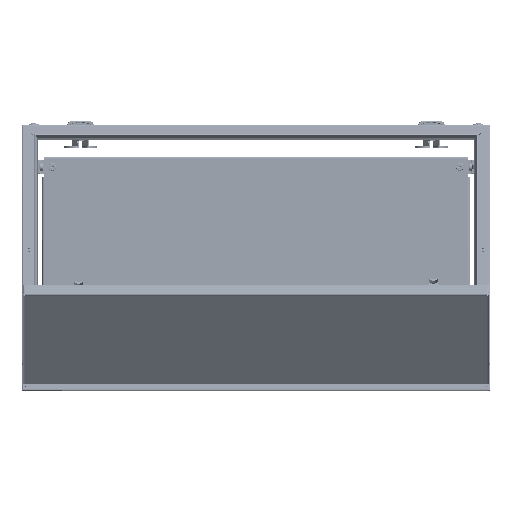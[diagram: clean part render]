
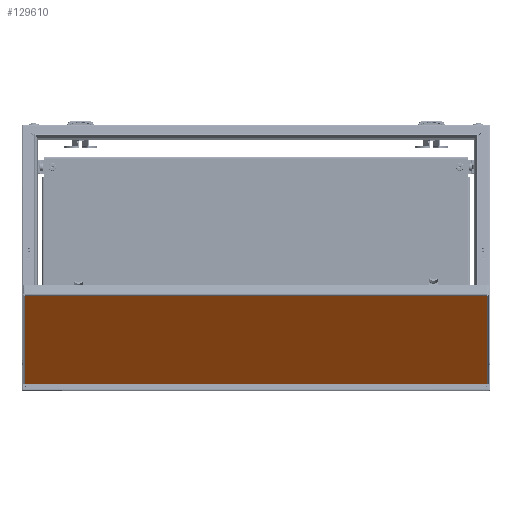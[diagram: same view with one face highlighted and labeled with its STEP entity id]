
A CAD part, front view. The second image highlights one B-rep face of the part: STEP entity #129610.
In plain terms, the highlighted face is planar.
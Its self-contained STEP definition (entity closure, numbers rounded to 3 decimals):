
#26347 = FACE_OUTER_BOUND ( 'NONE', #130461, .T. ) ;
#59862 = VERTEX_POINT ( 'NONE', #105903 ) ;
#59889 = VERTEX_POINT ( 'NONE', #105774 ) ;
#59890 = VERTEX_POINT ( 'NONE', #105683 ) ;
#59898 = VERTEX_POINT ( 'NONE', #105653 ) ;
#60842 = AXIS2_PLACEMENT_3D ( 'NONE', #137715, #137724, #137725 ) ;
#86706 = CARTESIAN_POINT ( 'NONE',  ( -218.5, -395.5, 0. ) ) ;
#86719 = CARTESIAN_POINT ( 'NONE',  ( -219.5, 395.5, 0. ) ) ;
#86722 = DIRECTION ( 'NONE',  ( 1., 0., 0. ) ) ;
#86723 = DIRECTION ( 'NONE',  ( 0., 1., 0. ) ) ;
#86725 = CARTESIAN_POINT ( 'NONE',  ( 219.5, -395.5, 0. ) ) ;
#86727 = DIRECTION ( 'NONE',  ( -1., 0., 0. ) ) ;
#86729 = CARTESIAN_POINT ( 'NONE',  ( 218.5, 395.5, 0. ) ) ;
#86731 = DIRECTION ( 'NONE',  ( 0., -1., 0. ) ) ;
#89091 = LINE ( 'NONE', #86706, #89131 ) ;
#89105 = LINE ( 'NONE', #86719, #89125 ) ;
#89125 = VECTOR ( 'NONE', #86722, 1000. ) ;
#89128 = LINE ( 'NONE', #86725, #89138 ) ;
#89131 = VECTOR ( 'NONE', #86723, 1000. ) ;
#89134 = LINE ( 'NONE', #86729, #89147 ) ;
#89138 = VECTOR ( 'NONE', #86727, 1000. ) ;
#89147 = VECTOR ( 'NONE', #86731, 1000. ) ;
#105653 = CARTESIAN_POINT ( 'NONE',  ( -218.5, -395.5, 0. ) ) ;
#105683 = CARTESIAN_POINT ( 'NONE',  ( -218.5, 395.5, 0. ) ) ;
#105774 = CARTESIAN_POINT ( 'NONE',  ( 218.5, 395.5, 0. ) ) ;
#105903 = CARTESIAN_POINT ( 'NONE',  ( 218.5, -395.5, 0. ) ) ;
#129610 = ADVANCED_FACE ( 'NONE', ( #26347 ), #137722, .F. ) ;
#130461 = EDGE_LOOP ( 'NONE', ( #158426, #158428, #158430, #158432 ) ) ;
#133674 = EDGE_CURVE ( 'NONE', #59890, #59889, #89105, .T. ) ;
#133675 = EDGE_CURVE ( 'NONE', #59898, #59890, #89091, .T. ) ;
#133676 = EDGE_CURVE ( 'NONE', #59862, #59898, #89128, .T. ) ;
#133677 = EDGE_CURVE ( 'NONE', #59889, #59862, #89134, .T. ) ;
#137715 = CARTESIAN_POINT ( 'NONE',  ( -219.5, -396.5, 0. ) ) ;
#137722 = PLANE ( 'NONE',  #60842 ) ;
#137724 = DIRECTION ( 'NONE',  ( 0., 0., 1. ) ) ;
#137725 = DIRECTION ( 'NONE',  ( 1., 0., 0. ) ) ;
#158426 = ORIENTED_EDGE ( 'NONE', *, *, #133677, .T. ) ;
#158428 = ORIENTED_EDGE ( 'NONE', *, *, #133676, .T. ) ;
#158430 = ORIENTED_EDGE ( 'NONE', *, *, #133675, .T. ) ;
#158432 = ORIENTED_EDGE ( 'NONE', *, *, #133674, .T. ) ;
